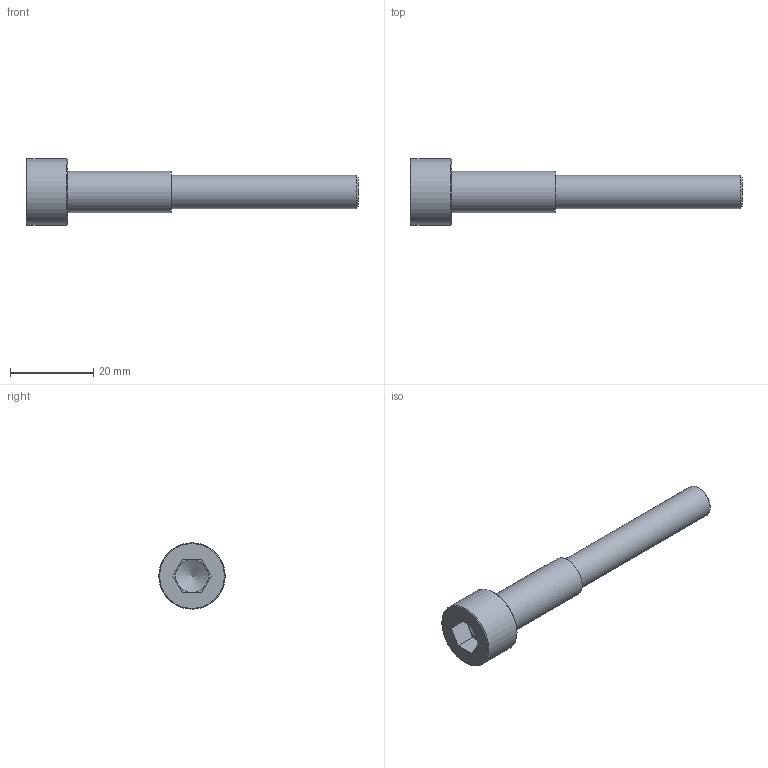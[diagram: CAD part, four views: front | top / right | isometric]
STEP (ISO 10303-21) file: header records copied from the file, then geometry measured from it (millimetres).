
FILE_DESCRIPTION(/* description */ (''),/* implementation_level */ '2;1');
FILE_NAME(/* name */ 'Morini 500 Spezialschraube Bremssattel vorne.stp',/* time_stamp */ '2020-04-13T21:01:53+02:00',/* author */ ('mfr'),/* organization */ ('TraceParts S.A.'),/* preprocessor_version */ 'ST-DEVELOPER v16.5',/* originating_system */ 'Autodesk Inventor 2017',/* authorisation */ '');
FILE_SCHEMA (('AUTOMOTIVE_DESIGN { 1 0 10303 214 3 1 1 }'));
Length unit declared in the file: millimetre
Products named in the file (1): Morini 500 Spezialschraube Bremssattel vorne
Bounding box: 80 x 16 x 16 mm (x, y, z)
Volume: 5916.6 mm3; surface area: 2949.5 mm2
Topology: 1 solids, 1 shells, 18 faces, 37 edges, 24 vertices
Faces by surface type: plane 11, cone 4, cylinder 3
Full cylindrical faces by diameter (mm): 8 x1, 10 x1, 16 x1
Entity records: 452 total; most frequent: DIRECTION 76, CARTESIAN_POINT 69, ORIENTED_EDGE 56, AXIS2_PLACEMENT_3D 29, EDGE_LOOP 28, EDGE_CURVE 28, VERTEX_POINT 22, LINE 18
